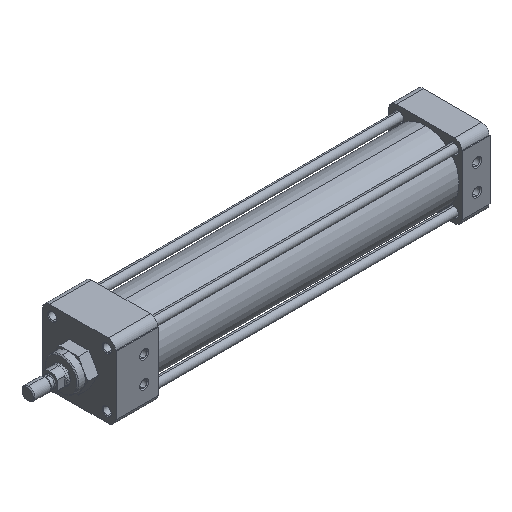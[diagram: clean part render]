
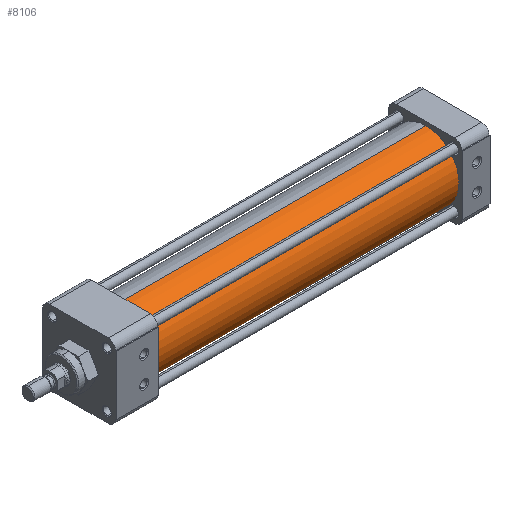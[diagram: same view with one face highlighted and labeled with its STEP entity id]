
A CAD part, isometric view. The second image highlights one B-rep face of the part: STEP entity #8106.
In plain terms, the highlighted cylindrical face has radius 28.575 mm (diameter 57.15 mm), a partial arc.
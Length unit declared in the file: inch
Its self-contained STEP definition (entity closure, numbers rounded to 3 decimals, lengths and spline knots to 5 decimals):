
#472 = LINE ( 'NONE', #6767, #5700 ) ;
#746 = FACE_OUTER_BOUND ( 'NONE', #5043, .T. ) ;
#2300 = DIRECTION ( 'NONE',  ( 1., 0., 0. ) ) ;
#2383 = CARTESIAN_POINT ( 'NONE',  ( 1.42, 0., 1.125 ) ) ;
#3225 = DIRECTION ( 'NONE',  ( 1., 0., 0. ) ) ;
#3574 = VECTOR ( 'NONE', #8757, 39.37008 ) ;
#3702 = VERTEX_POINT ( 'NONE', #2383 ) ;
#4081 = DIRECTION ( 'NONE',  ( -1., 0., 0. ) ) ;
#4883 = CARTESIAN_POINT ( 'NONE',  ( 11.701, 0., 1.125 ) ) ;
#5043 = EDGE_LOOP ( 'NONE', ( #12838, #13161, #7268, #8672 ) ) ;
#5443 = AXIS2_PLACEMENT_3D ( 'NONE', #9954, #3225, #11085 ) ;
#5613 = CARTESIAN_POINT ( 'NONE',  ( 1.42, 0., -1.125 ) ) ;
#5700 = VECTOR ( 'NONE', #2300, 39.37008 ) ;
#6563 = LINE ( 'NONE', #14330, #3574 ) ;
#6767 = CARTESIAN_POINT ( 'NONE',  ( 11.701, 0., -1.125 ) ) ;
#7268 = ORIENTED_EDGE ( 'NONE', *, *, #9756, .T. ) ;
#8034 = VERTEX_POINT ( 'NONE', #11242 ) ;
#8106 = ADVANCED_FACE ( 'NONE', ( #746 ), #10913, .T. ) ;
#8212 = VERTEX_POINT ( 'NONE', #4883 ) ;
#8511 = EDGE_CURVE ( 'NONE', #3702, #8618, #13121, .T. ) ;
#8544 = AXIS2_PLACEMENT_3D ( 'NONE', #10249, #12485, #10301 ) ;
#8618 = VERTEX_POINT ( 'NONE', #5613 ) ;
#8672 = ORIENTED_EDGE ( 'NONE', *, *, #10103, .T. ) ;
#8757 = DIRECTION ( 'NONE',  ( 1., 0., 0. ) ) ;
#9756 = EDGE_CURVE ( 'NONE', #8618, #8034, #472, .T. ) ;
#9904 = CIRCLE ( 'NONE', #12873, 1.125 ) ;
#9954 = CARTESIAN_POINT ( 'NONE',  ( 1.42, 0., 0. ) ) ;
#10103 = EDGE_CURVE ( 'NONE', #8034, #8212, #9904, .T. ) ;
#10249 = CARTESIAN_POINT ( 'NONE',  ( 11.701, 0., 0. ) ) ;
#10301 = DIRECTION ( 'NONE',  ( 0., 0., -1. ) ) ;
#10822 = CARTESIAN_POINT ( 'NONE',  ( 11.701, 0., 0. ) ) ;
#10913 = CYLINDRICAL_SURFACE ( 'NONE', #8544, 1.125 ) ;
#11085 = DIRECTION ( 'NONE',  ( 0., 0., -1. ) ) ;
#11242 = CARTESIAN_POINT ( 'NONE',  ( 11.701, 0., -1.125 ) ) ;
#11781 = EDGE_CURVE ( 'NONE', #3702, #8212, #6563, .T. ) ;
#11922 = DIRECTION ( 'NONE',  ( 0., 0., -1. ) ) ;
#12485 = DIRECTION ( 'NONE',  ( 1., 0., 0. ) ) ;
#12838 = ORIENTED_EDGE ( 'NONE', *, *, #11781, .F. ) ;
#12873 = AXIS2_PLACEMENT_3D ( 'NONE', #10822, #4081, #11922 ) ;
#13121 = CIRCLE ( 'NONE', #5443, 1.125 ) ;
#13161 = ORIENTED_EDGE ( 'NONE', *, *, #8511, .T. ) ;
#14330 = CARTESIAN_POINT ( 'NONE',  ( 11.701, 0., 1.125 ) ) ;
